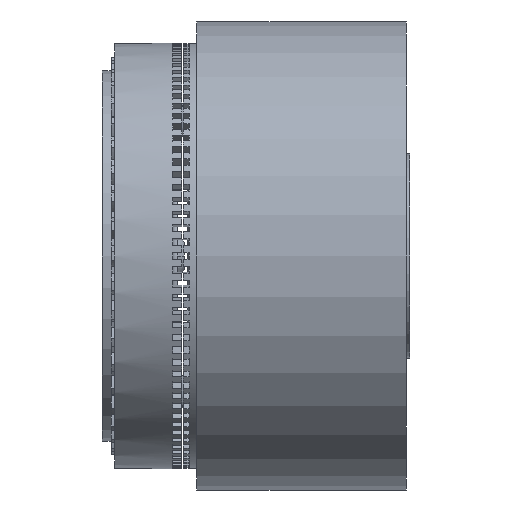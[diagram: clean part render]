
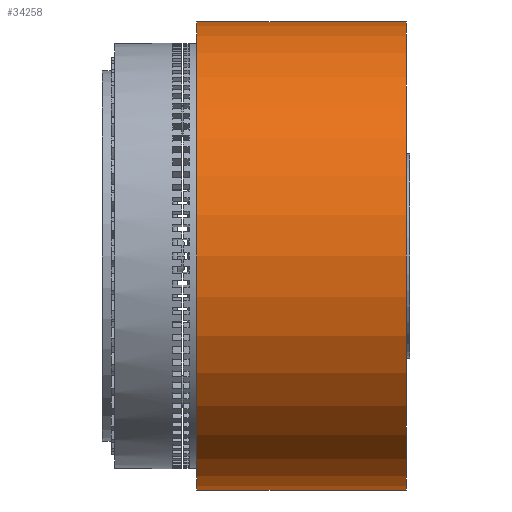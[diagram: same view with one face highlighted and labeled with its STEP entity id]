
A CAD part, front view. The second image highlights one B-rep face of the part: STEP entity #34258.
In plain terms, the highlighted cylindrical face has radius 40.132 mm (diameter 80.264 mm), a partial arc.
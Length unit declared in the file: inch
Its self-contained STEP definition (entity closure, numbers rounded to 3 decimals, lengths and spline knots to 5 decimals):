
#138 = CIRCLE ( 'NONE', #50264, 1.58 ) ;
#976 = VERTEX_POINT ( 'NONE', #47052 ) ;
#3037 = LINE ( 'NONE', #3965, #13709 ) ;
#3694 = ORIENTED_EDGE ( 'NONE', *, *, #20207, .T. ) ;
#3965 = CARTESIAN_POINT ( 'NONE',  ( -0.08346, 0., -1.58 ) ) ;
#5397 = EDGE_CURVE ( 'NONE', #48596, #976, #37932, .T. ) ;
#7425 = CARTESIAN_POINT ( 'NONE',  ( -0.08346, 0., 0. ) ) ;
#8183 = CARTESIAN_POINT ( 'NONE',  ( 0., 0., 1.58 ) ) ;
#8369 = EDGE_CURVE ( 'NONE', #48596, #50038, #3037, .T. ) ;
#11992 = DIRECTION ( 'NONE',  ( -1., 0., 0. ) ) ;
#12855 = DIRECTION ( 'NONE',  ( -1., 0., 0. ) ) ;
#13709 = VECTOR ( 'NONE', #30977, 39.37008 ) ;
#16413 = AXIS2_PLACEMENT_3D ( 'NONE', #7425, #11992, #34474 ) ;
#17153 = VERTEX_POINT ( 'NONE', #8183 ) ;
#18364 = EDGE_LOOP ( 'NONE', ( #28237, #27700, #3694, #47468 ) ) ;
#19281 = CYLINDRICAL_SURFACE ( 'NONE', #16413, 1.58 ) ;
#19663 = CARTESIAN_POINT ( 'NONE',  ( 1.413, 0., 0. ) ) ;
#20207 = EDGE_CURVE ( 'NONE', #976, #17153, #51891, .T. ) ;
#20229 = AXIS2_PLACEMENT_3D ( 'NONE', #19663, #51331, #24155 ) ;
#20674 = FACE_OUTER_BOUND ( 'NONE', #18364, .T. ) ;
#21436 = CARTESIAN_POINT ( 'NONE',  ( -0.08346, 0., 1.58 ) ) ;
#24155 = DIRECTION ( 'NONE',  ( 0., 0., 1. ) ) ;
#26564 = CARTESIAN_POINT ( 'NONE',  ( 1.413, 0., -1.58 ) ) ;
#27700 = ORIENTED_EDGE ( 'NONE', *, *, #5397, .T. ) ;
#27773 = VECTOR ( 'NONE', #53136, 39.37008 ) ;
#28237 = ORIENTED_EDGE ( 'NONE', *, *, #8369, .F. ) ;
#30977 = DIRECTION ( 'NONE',  ( -1., 0., 0. ) ) ;
#34258 = ADVANCED_FACE ( 'NONE', ( #20674 ), #19281, .T. ) ;
#34474 = DIRECTION ( 'NONE',  ( 0., 0., 1. ) ) ;
#35672 = EDGE_CURVE ( 'NONE', #50038, #17153, #138, .T. ) ;
#37932 = CIRCLE ( 'NONE', #20229, 1.58 ) ;
#39924 = CARTESIAN_POINT ( 'NONE',  ( 0., 0., 0. ) ) ;
#41857 = CARTESIAN_POINT ( 'NONE',  ( 0., 0., -1.58 ) ) ;
#44481 = DIRECTION ( 'NONE',  ( 0., 0., 1. ) ) ;
#47052 = CARTESIAN_POINT ( 'NONE',  ( 1.413, 0., 1.58 ) ) ;
#47468 = ORIENTED_EDGE ( 'NONE', *, *, #35672, .F. ) ;
#48596 = VERTEX_POINT ( 'NONE', #26564 ) ;
#50038 = VERTEX_POINT ( 'NONE', #41857 ) ;
#50264 = AXIS2_PLACEMENT_3D ( 'NONE', #39924, #12855, #44481 ) ;
#51331 = DIRECTION ( 'NONE',  ( -1., 0., 0. ) ) ;
#51891 = LINE ( 'NONE', #21436, #27773 ) ;
#53136 = DIRECTION ( 'NONE',  ( -1., 0., 0. ) ) ;
